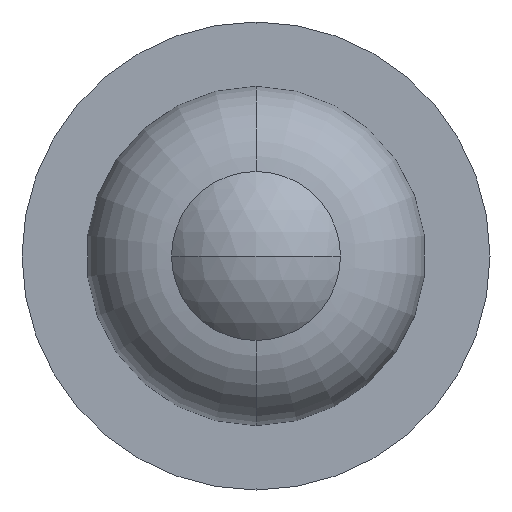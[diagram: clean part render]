
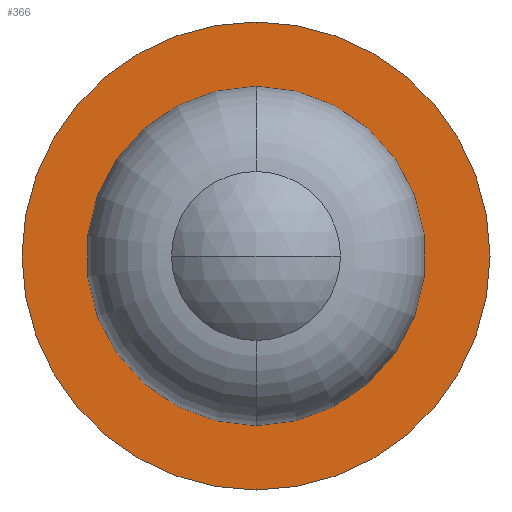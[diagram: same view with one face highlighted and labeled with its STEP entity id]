
A CAD part, front view. The second image highlights one B-rep face of the part: STEP entity #366.
In plain terms, the highlighted planar face has unit normal (0, -1, 0).
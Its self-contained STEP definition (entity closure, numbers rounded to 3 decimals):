
#4 = VERTEX_POINT ( 'NONE', #197 ) ;
#5 = ORIENTED_EDGE ( 'NONE', *, *, #275, .F. ) ;
#12 = CIRCLE ( 'NONE', #312, 5.03 ) ;
#46 = DIRECTION ( 'NONE',  ( 0., 0., -1. ) ) ;
#59 = CARTESIAN_POINT ( 'NONE',  ( 2.515, 14.25, 0. ) ) ;
#62 = PLANE ( 'NONE',  #187 ) ;
#66 = DIRECTION ( 'NONE',  ( 0., -1., 0. ) ) ;
#91 = ORIENTED_EDGE ( 'NONE', *, *, #226, .T. ) ;
#104 = ORIENTED_EDGE ( 'NONE', *, *, #309, .F. ) ;
#114 = DIRECTION ( 'NONE',  ( 0., -1., 0. ) ) ;
#117 = CARTESIAN_POINT ( 'NONE',  ( 0., 14.25, 0. ) ) ;
#120 = ORIENTED_EDGE ( 'NONE', *, *, #210, .T. ) ;
#123 = AXIS2_PLACEMENT_3D ( 'NONE', #131, #129, #127 ) ;
#127 = DIRECTION ( 'NONE',  ( 0., 0., -1. ) ) ;
#129 = DIRECTION ( 'NONE',  ( 0., -1., 0. ) ) ;
#131 = CARTESIAN_POINT ( 'NONE',  ( 0., 14.25, 0. ) ) ;
#149 = VERTEX_POINT ( 'NONE', #338 ) ;
#155 = CIRCLE ( 'NONE', #301, 5.03 ) ;
#174 = VERTEX_POINT ( 'NONE', #333 ) ;
#187 = AXIS2_PLACEMENT_3D ( 'NONE', #59, #66, #46 ) ;
#191 = AXIS2_PLACEMENT_3D ( 'NONE', #256, #114, #209 ) ;
#197 = CARTESIAN_POINT ( 'NONE',  ( 0., 14.25, 2.515 ) ) ;
#209 = DIRECTION ( 'NONE',  ( 0., 0., -1. ) ) ;
#210 = EDGE_CURVE ( 'NONE', #149, #174, #155, .T. ) ;
#212 = CIRCLE ( 'NONE', #191, 2.515 ) ;
#215 = CIRCLE ( 'NONE', #123, 2.515 ) ;
#222 = DIRECTION ( 'NONE',  ( 0., -1., 0. ) ) ;
#223 = EDGE_LOOP ( 'NONE', ( #91, #120 ) ) ;
#226 = EDGE_CURVE ( 'NONE', #174, #149, #12, .T. ) ;
#229 = DIRECTION ( 'NONE',  ( 0., -1., 0. ) ) ;
#231 = DIRECTION ( 'NONE',  ( 0., 0., -1. ) ) ;
#232 = DIRECTION ( 'NONE',  ( 0., 0., -1. ) ) ;
#233 = FACE_OUTER_BOUND ( 'NONE', #223, .T. ) ;
#252 = CARTESIAN_POINT ( 'NONE',  ( 0., 14.25, -2.515 ) ) ;
#256 = CARTESIAN_POINT ( 'NONE',  ( 0., 14.25, 0. ) ) ;
#271 = VERTEX_POINT ( 'NONE', #252 ) ;
#273 = EDGE_LOOP ( 'NONE', ( #5, #104 ) ) ;
#275 = EDGE_CURVE ( 'NONE', #271, #4, #215, .T. ) ;
#292 = FACE_BOUND ( 'NONE', #273, .T. ) ;
#301 = AXIS2_PLACEMENT_3D ( 'NONE', #318, #229, #231 ) ;
#309 = EDGE_CURVE ( 'NONE', #4, #271, #212, .T. ) ;
#312 = AXIS2_PLACEMENT_3D ( 'NONE', #117, #222, #232 ) ;
#318 = CARTESIAN_POINT ( 'NONE',  ( 0., 14.25, 0. ) ) ;
#333 = CARTESIAN_POINT ( 'NONE',  ( 0., 14.25, -5.03 ) ) ;
#338 = CARTESIAN_POINT ( 'NONE',  ( 0., 14.25, 5.03 ) ) ;
#366 = ADVANCED_FACE ( 'NONE', ( #233, #292 ), #62, .T. ) ;
